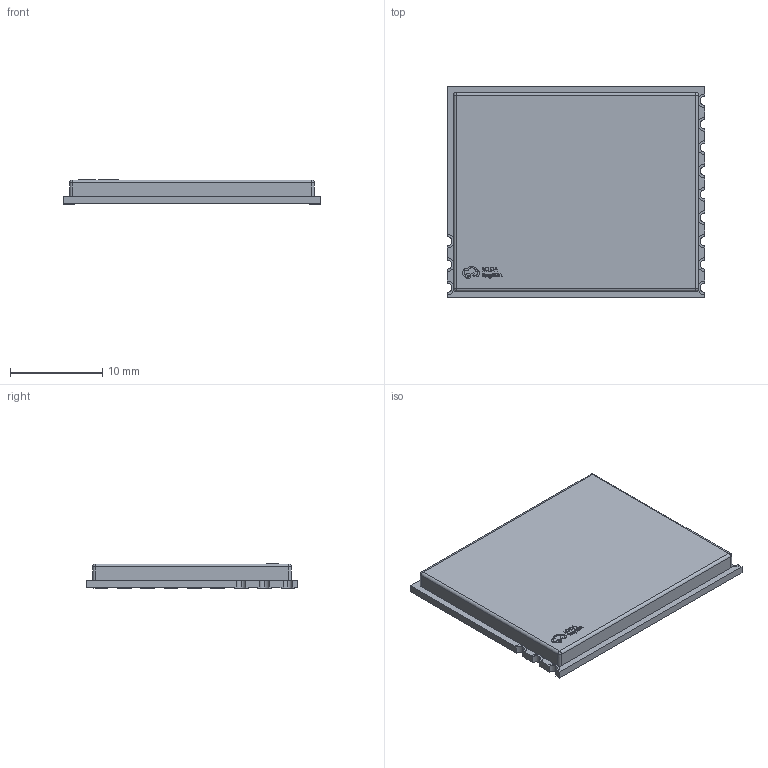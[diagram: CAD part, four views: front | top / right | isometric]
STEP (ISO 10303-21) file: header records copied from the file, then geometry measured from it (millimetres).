
FILE_DESCRIPTION (( 'STEP AP214' ), '1' );
FILE_NAME ('COMM-SMD_12P_RX5808.step', '2022-06-21T13:01:06', ( '' ), ( '' ), 'SwSTEP 2.0', 'SolidWorks 2020', '' );
FILE_SCHEMA (( 'AUTOMOTIVE_DESIGN' ));
Length unit declared in the file: millimetre
Products named in the file (1): COMM-SMD_12P_RX5808
Bounding box: 28 x 23 x 2.62 mm (x, y, z)
Volume: 1543.9 mm3; surface area: 1527.6 mm2
Topology: 1 solids, 1 shells, 428 faces, 1192 edges, 788 vertices
Faces by surface type: plane 265, bspline 112, cylinder 47, sphere 4
Entity records: 18635 total; most frequent: CARTESIAN_POINT 4509, ORIENTED_EDGE 2376, DIRECTION 1690, EDGE_CURVE 1188, LINE 864, VECTOR 864, VERTEX_POINT 788, EDGE_LOOP 454
